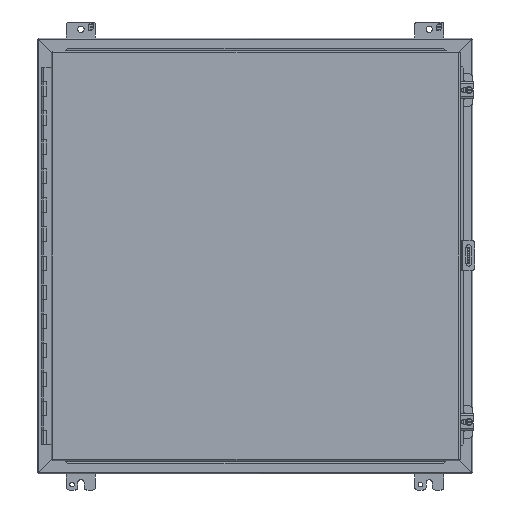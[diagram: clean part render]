
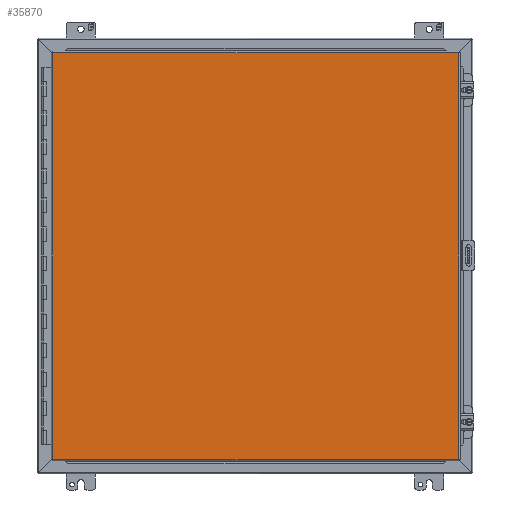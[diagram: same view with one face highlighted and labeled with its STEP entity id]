
A CAD part, front view. The second image highlights one B-rep face of the part: STEP entity #35870.
In plain terms, the highlighted planar face has unit normal (0, -1, 0).
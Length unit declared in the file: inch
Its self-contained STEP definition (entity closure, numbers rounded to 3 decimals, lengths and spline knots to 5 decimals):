
#764 = FACE_OUTER_BOUND ( 'NONE', #21099, .T. ) ;
#1173 = LINE ( 'NONE', #20591, #16328 ) ;
#2424 = ORIENTED_EDGE ( 'NONE', *, *, #32054, .F. ) ;
#5944 = ORIENTED_EDGE ( 'NONE', *, *, #12609, .F. ) ;
#6632 = VERTEX_POINT ( 'NONE', #25841 ) ;
#7941 = CARTESIAN_POINT ( 'NONE',  ( -13.955, -9.185, 13.9945 ) ) ;
#10832 = CARTESIAN_POINT ( 'NONE',  ( 14.017, -9.185, -13.9945 ) ) ;
#11254 = CARTESIAN_POINT ( 'NONE',  ( 14.017, -9.185, 13.9945 ) ) ;
#12609 = EDGE_CURVE ( 'NONE', #20950, #29978, #39717, .T. ) ;
#12635 = ORIENTED_EDGE ( 'NONE', *, *, #32592, .F. ) ;
#13763 = PLANE ( 'NONE',  #41055 ) ;
#14053 = CARTESIAN_POINT ( 'NONE',  ( -13.955, -9.185, -13.9945 ) ) ;
#14318 = LINE ( 'NONE', #7941, #23174 ) ;
#15153 = CARTESIAN_POINT ( 'NONE',  ( -13.955, -9.185, -13.9945 ) ) ;
#16328 = VECTOR ( 'NONE', #24012, 39.37008 ) ;
#20059 = DIRECTION ( 'NONE',  ( 0., 0., 1. ) ) ;
#20591 = CARTESIAN_POINT ( 'NONE',  ( 14.017, -9.185, -13.9945 ) ) ;
#20950 = VERTEX_POINT ( 'NONE', #15153 ) ;
#21099 = EDGE_LOOP ( 'NONE', ( #33453, #12635, #5944, #2424 ) ) ;
#23174 = VECTOR ( 'NONE', #36780, 39.37008 ) ;
#23596 = DIRECTION ( 'NONE',  ( 0., -1., 0. ) ) ;
#24012 = DIRECTION ( 'NONE',  ( -1., 0., 0. ) ) ;
#25841 = CARTESIAN_POINT ( 'NONE',  ( 14.017, -9.185, 13.9945 ) ) ;
#26585 = CARTESIAN_POINT ( 'NONE',  ( -13.955, -9.185, -13.9945 ) ) ;
#28635 = VERTEX_POINT ( 'NONE', #10832 ) ;
#29978 = VERTEX_POINT ( 'NONE', #40270 ) ;
#30174 = VECTOR ( 'NONE', #37939, 39.37008 ) ;
#30685 = LINE ( 'NONE', #11254, #30174 ) ;
#32054 = EDGE_CURVE ( 'NONE', #28635, #20950, #1173, .T. ) ;
#32592 = EDGE_CURVE ( 'NONE', #29978, #6632, #14318, .T. ) ;
#33453 = ORIENTED_EDGE ( 'NONE', *, *, #34535, .F. ) ;
#34535 = EDGE_CURVE ( 'NONE', #6632, #28635, #30685, .T. ) ;
#35870 = ADVANCED_FACE ( 'NONE', ( #764 ), #13763, .T. ) ;
#36643 = DIRECTION ( 'NONE',  ( 0., 0., -1. ) ) ;
#36780 = DIRECTION ( 'NONE',  ( 1., 0., 0. ) ) ;
#37939 = DIRECTION ( 'NONE',  ( 0., 0., -1. ) ) ;
#39717 = LINE ( 'NONE', #14053, #39737 ) ;
#39737 = VECTOR ( 'NONE', #20059, 39.37008 ) ;
#40270 = CARTESIAN_POINT ( 'NONE',  ( -13.955, -9.185, 13.9945 ) ) ;
#41055 = AXIS2_PLACEMENT_3D ( 'NONE', #26585, #23596, #36643 ) ;
